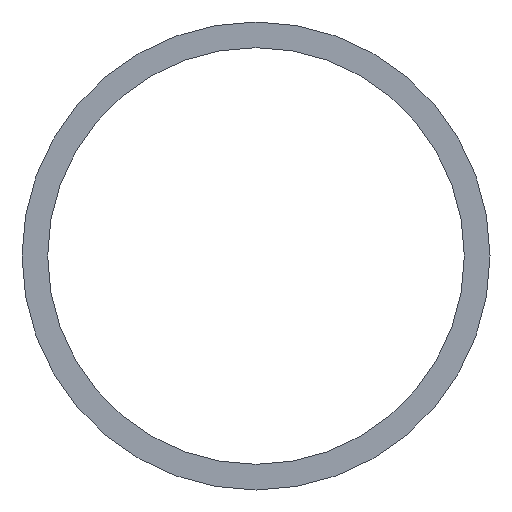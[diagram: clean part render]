
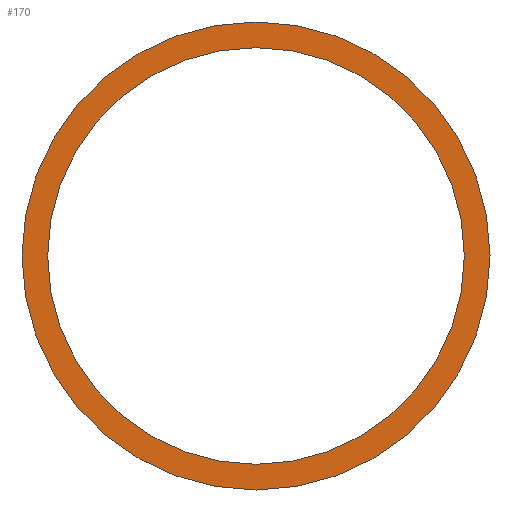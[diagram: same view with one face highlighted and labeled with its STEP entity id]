
A CAD part, front view. The second image highlights one B-rep face of the part: STEP entity #170.
In plain terms, the highlighted planar face has unit normal (0, -1, 0).
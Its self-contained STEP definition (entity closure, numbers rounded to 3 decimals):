
#3 = FACE_BOUND ( 'NONE', #116, .T. ) ;
#6 = CARTESIAN_POINT ( 'NONE',  ( 0., 0., 0. ) ) ;
#7 = AXIS2_PLACEMENT_3D ( 'NONE', #217, #127, #8 ) ;
#8 = DIRECTION ( 'NONE',  ( 0., 0., 1. ) ) ;
#13 = CIRCLE ( 'NONE', #230, 16.025 ) ;
#33 = EDGE_CURVE ( 'NONE', #216, #210, #103, .T. ) ;
#41 = DIRECTION ( 'NONE',  ( 0., 0., 1. ) ) ;
#44 = VERTEX_POINT ( 'NONE', #152 ) ;
#45 = CARTESIAN_POINT ( 'NONE',  ( 0., 0., 18. ) ) ;
#49 = CARTESIAN_POINT ( 'NONE',  ( 0., 0., 0. ) ) ;
#53 = DIRECTION ( 'NONE',  ( 0., 1., 0. ) ) ;
#63 = EDGE_LOOP ( 'NONE', ( #167, #142 ) ) ;
#64 = AXIS2_PLACEMENT_3D ( 'NONE', #6, #89, #219 ) ;
#67 = CIRCLE ( 'NONE', #64, 16.025 ) ;
#70 = DIRECTION ( 'NONE',  ( 0., 0., 1. ) ) ;
#88 = DIRECTION ( 'NONE',  ( 0., 1., 0. ) ) ;
#89 = DIRECTION ( 'NONE',  ( 0., 1., 0. ) ) ;
#103 = CIRCLE ( 'NONE', #196, 18. ) ;
#111 = PLANE ( 'NONE',  #179 ) ;
#116 = EDGE_LOOP ( 'NONE', ( #192, #130 ) ) ;
#122 = FACE_OUTER_BOUND ( 'NONE', #63, .T. ) ;
#126 = EDGE_CURVE ( 'NONE', #225, #44, #67, .T. ) ;
#127 = DIRECTION ( 'NONE',  ( 0., 1., 0. ) ) ;
#129 = CIRCLE ( 'NONE', #7, 18. ) ;
#130 = ORIENTED_EDGE ( 'NONE', *, *, #126, .T. ) ;
#142 = ORIENTED_EDGE ( 'NONE', *, *, #33, .F. ) ;
#152 = CARTESIAN_POINT ( 'NONE',  ( 0., 0., -16.025 ) ) ;
#153 = DIRECTION ( 'NONE',  ( 0., 1., 0. ) ) ;
#161 = DIRECTION ( 'NONE',  ( 0., 0., 1. ) ) ;
#167 = ORIENTED_EDGE ( 'NONE', *, *, #193, .F. ) ;
#170 = ADVANCED_FACE ( 'NONE', ( #122, #3 ), #111, .F. ) ;
#176 = CARTESIAN_POINT ( 'NONE',  ( 0., 0., 0. ) ) ;
#179 = AXIS2_PLACEMENT_3D ( 'NONE', #49, #88, #70 ) ;
#183 = CARTESIAN_POINT ( 'NONE',  ( 0., 0., 0. ) ) ;
#192 = ORIENTED_EDGE ( 'NONE', *, *, #248, .T. ) ;
#193 = EDGE_CURVE ( 'NONE', #210, #216, #129, .T. ) ;
#196 = AXIS2_PLACEMENT_3D ( 'NONE', #176, #153, #41 ) ;
#199 = CARTESIAN_POINT ( 'NONE',  ( 0., 0., 16.025 ) ) ;
#210 = VERTEX_POINT ( 'NONE', #221 ) ;
#216 = VERTEX_POINT ( 'NONE', #45 ) ;
#217 = CARTESIAN_POINT ( 'NONE',  ( 0., 0., 0. ) ) ;
#219 = DIRECTION ( 'NONE',  ( 0., 0., 1. ) ) ;
#221 = CARTESIAN_POINT ( 'NONE',  ( 0., 0., -18. ) ) ;
#225 = VERTEX_POINT ( 'NONE', #199 ) ;
#230 = AXIS2_PLACEMENT_3D ( 'NONE', #183, #53, #161 ) ;
#248 = EDGE_CURVE ( 'NONE', #44, #225, #13, .T. ) ;
